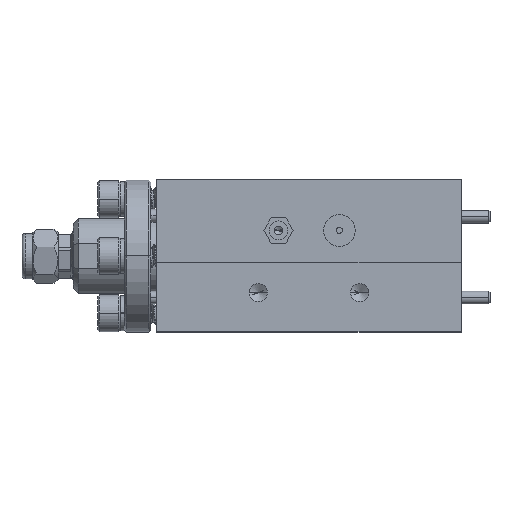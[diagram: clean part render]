
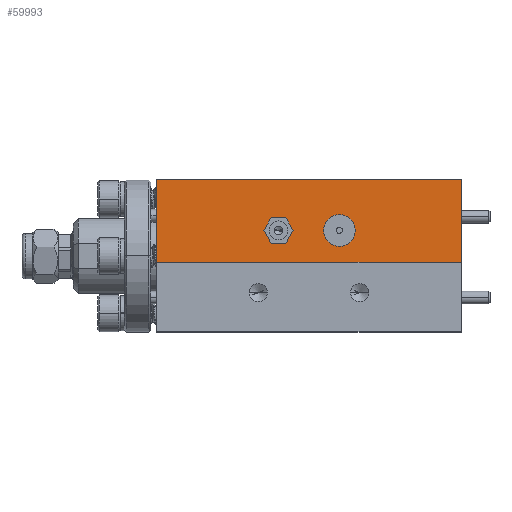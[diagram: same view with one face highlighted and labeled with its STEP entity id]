
A CAD part, top view. The second image highlights one B-rep face of the part: STEP entity #59993.
In plain terms, the highlighted planar face has unit normal (0, 0, 1).
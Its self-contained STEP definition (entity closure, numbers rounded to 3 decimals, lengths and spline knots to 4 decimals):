
#2154 = CARTESIAN_POINT ( 'NONE',  ( 0.2816, 1.1669, 1.5596 ) ) ;
#2420 = PLANE ( 'NONE',  #59422 ) ;
#3431 = EDGE_CURVE ( 'NONE', #49462, #7222, #54847, .T. ) ;
#3863 = AXIS2_PLACEMENT_3D ( 'NONE', #57124, #67889, #35619 ) ;
#4432 = DIRECTION ( 'NONE',  ( 0., -1., 0. ) ) ;
#5518 = EDGE_CURVE ( 'NONE', #24955, #62133, #41288, .T. ) ;
#5894 = ORIENTED_EDGE ( 'NONE', *, *, #56843, .F. ) ;
#6293 = CARTESIAN_POINT ( 'NONE',  ( 1.1816, 0.9169, 1.5596 ) ) ;
#7100 = FACE_BOUND ( 'NONE', #32271, .T. ) ;
#7222 = VERTEX_POINT ( 'NONE', #12502 ) ;
#8265 = DIRECTION ( 'NONE',  ( 0., 0., -1. ) ) ;
#8407 = EDGE_CURVE ( 'NONE', #35736, #7222, #41836, .T. ) ;
#8654 = CARTESIAN_POINT ( 'NONE',  ( 0.9261, 0.9169, 1.5596 ) ) ;
#10057 = EDGE_CURVE ( 'NONE', #32621, #19745, #42424, .T. ) ;
#11646 = DIRECTION ( 'NONE',  ( 1., 0., 0. ) ) ;
#11719 = ORIENTED_EDGE ( 'NONE', *, *, #36703, .F. ) ;
#11744 = VERTEX_POINT ( 'NONE', #2154 ) ;
#12502 = CARTESIAN_POINT ( 'NONE',  ( 1.7816, 0.7609, 1.5596 ) ) ;
#12641 = AXIS2_PLACEMENT_3D ( 'NONE', #46425, #62109, #31682 ) ;
#12717 = VECTOR ( 'NONE', #68636, 39.3701 ) ;
#18424 = ORIENTED_EDGE ( 'NONE', *, *, #3431, .F. ) ;
#19745 = VERTEX_POINT ( 'NONE', #36680 ) ;
#20786 = EDGE_LOOP ( 'NONE', ( #36481, #37027 ) ) ;
#22825 = ORIENTED_EDGE ( 'NONE', *, *, #44670, .T. ) ;
#24092 = CARTESIAN_POINT ( 'NONE',  ( 0.2816, 0.7609, 1.5596 ) ) ;
#24889 = VECTOR ( 'NONE', #64603, 39.3701 ) ;
#24955 = VERTEX_POINT ( 'NONE', #27691 ) ;
#25849 = DIRECTION ( 'NONE',  ( 0., 0., 1. ) ) ;
#26121 = CARTESIAN_POINT ( 'NONE',  ( 1.7816, 1.1669, 1.5596 ) ) ;
#27691 = CARTESIAN_POINT ( 'NONE',  ( 0.8371, 0.9169, 1.5596 ) ) ;
#28906 = EDGE_LOOP ( 'NONE', ( #31196, #18424, #11719, #22825 ) ) ;
#29233 = VECTOR ( 'NONE', #37044, 39.3701 ) ;
#31196 = ORIENTED_EDGE ( 'NONE', *, *, #8407, .T. ) ;
#31212 = CARTESIAN_POINT ( 'NONE',  ( 1.7816, 1.1669, 1.5596 ) ) ;
#31682 = DIRECTION ( 'NONE',  ( 1., 0., 0. ) ) ;
#31921 = CARTESIAN_POINT ( 'NONE',  ( 1.1816, 0.9169, 1.5596 ) ) ;
#32271 = EDGE_LOOP ( 'NONE', ( #62960, #5894 ) ) ;
#32621 = VERTEX_POINT ( 'NONE', #67819 ) ;
#33641 = LINE ( 'NONE', #31212, #12717 ) ;
#33841 = FACE_BOUND ( 'NONE', #20786, .T. ) ;
#35278 = CIRCLE ( 'NONE', #12641, 0.0445 ) ;
#35619 = DIRECTION ( 'NONE',  ( 1., 0., 0. ) ) ;
#35736 = VERTEX_POINT ( 'NONE', #24092 ) ;
#36363 = AXIS2_PLACEMENT_3D ( 'NONE', #31921, #25849, #68867 ) ;
#36481 = ORIENTED_EDGE ( 'NONE', *, *, #41074, .F. ) ;
#36680 = CARTESIAN_POINT ( 'NONE',  ( 1.1136, 0.9169, 1.5596 ) ) ;
#36703 = EDGE_CURVE ( 'NONE', #11744, #49462, #33641, .T. ) ;
#37027 = ORIENTED_EDGE ( 'NONE', *, *, #5518, .F. ) ;
#37044 = DIRECTION ( 'NONE',  ( 1., 0., 0. ) ) ;
#41074 = EDGE_CURVE ( 'NONE', #62133, #24955, #35278, .T. ) ;
#41288 = CIRCLE ( 'NONE', #3863, 0.0445 ) ;
#41836 = LINE ( 'NONE', #47101, #29233 ) ;
#42322 = VECTOR ( 'NONE', #4432, 39.3701 ) ;
#42424 = CIRCLE ( 'NONE', #68567, 0.068 ) ;
#43689 = DIRECTION ( 'NONE',  ( 0., 0., 1. ) ) ;
#44670 = EDGE_CURVE ( 'NONE', #11744, #35736, #67563, .T. ) ;
#46425 = CARTESIAN_POINT ( 'NONE',  ( 0.8816, 0.9169, 1.5596 ) ) ;
#47101 = CARTESIAN_POINT ( 'NONE',  ( 1.7816, 0.7609, 1.5596 ) ) ;
#48212 = CARTESIAN_POINT ( 'NONE',  ( 0.2816, 1.1669, 1.5596 ) ) ;
#49462 = VERTEX_POINT ( 'NONE', #65550 ) ;
#54847 = LINE ( 'NONE', #26121, #42322 ) ;
#56843 = EDGE_CURVE ( 'NONE', #19745, #32621, #62837, .T. ) ;
#57124 = CARTESIAN_POINT ( 'NONE',  ( 0.8816, 0.9169, 1.5596 ) ) ;
#59422 = AXIS2_PLACEMENT_3D ( 'NONE', #66930, #8265, #67159 ) ;
#59993 = ADVANCED_FACE ( 'NONE', ( #33841, #7100, #60630 ), #2420, .F. ) ;
#60630 = FACE_OUTER_BOUND ( 'NONE', #28906, .T. ) ;
#62109 = DIRECTION ( 'NONE',  ( 0., 0., 1. ) ) ;
#62133 = VERTEX_POINT ( 'NONE', #8654 ) ;
#62837 = CIRCLE ( 'NONE', #36363, 0.068 ) ;
#62960 = ORIENTED_EDGE ( 'NONE', *, *, #10057, .F. ) ;
#64603 = DIRECTION ( 'NONE',  ( 0., -1., 0. ) ) ;
#65550 = CARTESIAN_POINT ( 'NONE',  ( 1.7816, 1.1669, 1.5596 ) ) ;
#66930 = CARTESIAN_POINT ( 'NONE',  ( 1.7816, 1.1669, 1.5596 ) ) ;
#67159 = DIRECTION ( 'NONE',  ( -1., 0., 0. ) ) ;
#67563 = LINE ( 'NONE', #48212, #24889 ) ;
#67819 = CARTESIAN_POINT ( 'NONE',  ( 1.2496, 0.9169, 1.5596 ) ) ;
#67889 = DIRECTION ( 'NONE',  ( 0., 0., 1. ) ) ;
#68567 = AXIS2_PLACEMENT_3D ( 'NONE', #6293, #43689, #11646 ) ;
#68636 = DIRECTION ( 'NONE',  ( 1., 0., 0. ) ) ;
#68867 = DIRECTION ( 'NONE',  ( 1., 0., 0. ) ) ;
